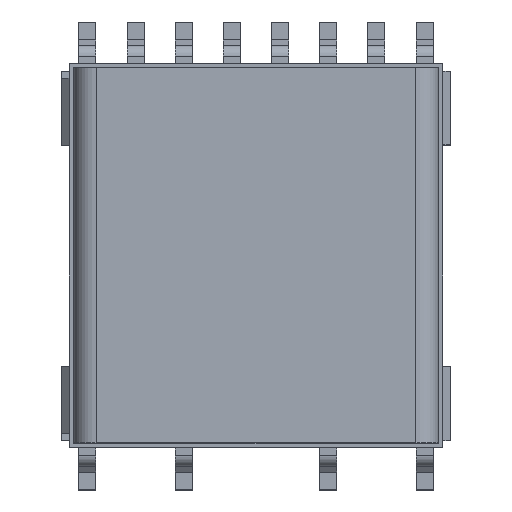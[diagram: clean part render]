
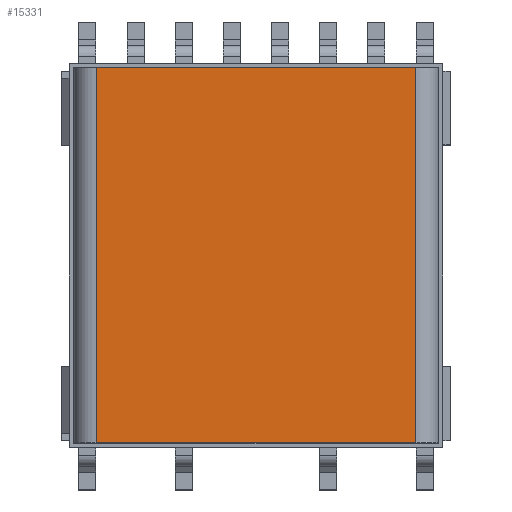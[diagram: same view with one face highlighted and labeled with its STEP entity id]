
A CAD part, top view. The second image highlights one B-rep face of the part: STEP entity #15331.
In plain terms, the highlighted face is planar.
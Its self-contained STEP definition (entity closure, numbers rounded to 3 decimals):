
#4119=ORIENTED_EDGE('',*,*,#5679,.T.);
#4120=ORIENTED_EDGE('',*,*,#5660,.T.);
#4121=ORIENTED_EDGE('',*,*,#5680,.T.);
#4122=ORIENTED_EDGE('',*,*,#5681,.T.);
#5660=EDGE_CURVE('',#6571,#6570,#7493,.T.);
#5679=EDGE_CURVE('',#6583,#6571,#7511,.T.);
#5680=EDGE_CURVE('',#6570,#6584,#7512,.T.);
#5681=EDGE_CURVE('',#6584,#6583,#7513,.T.);
#6570=VERTEX_POINT('',#24531);
#6571=VERTEX_POINT('',#24533);
#6583=VERTEX_POINT('',#24572);
#6584=VERTEX_POINT('',#24574);
#7493=LINE('',#24532,#8423);
#7511=LINE('',#24571,#8441);
#7512=LINE('',#24573,#8442);
#7513=LINE('',#24575,#8443);
#8423=VECTOR('',#19508,1000.);
#8441=VECTOR('',#19544,1000.);
#8442=VECTOR('',#19545,1000.);
#8443=VECTOR('',#19546,1000.);
#9120=EDGE_LOOP('',(#4119,#4120,#4121,#4122));
#9799=FACE_BOUND('',#9120,.T.);
#10049=PLANE('',#16431);
#15331=ADVANCED_FACE('',(#9799),#10049,.F.);
#16431=AXIS2_PLACEMENT_3D('',#24570,#19542,#19543);
#19508=DIRECTION('',(0.,0.,-1.));
#19542=DIRECTION('',(0.,-1.,0.));
#19543=DIRECTION('',(0.,0.,-1.));
#19544=DIRECTION('',(1.,0.,0.));
#19545=DIRECTION('',(-1.,0.,0.));
#19546=DIRECTION('',(0.,0.,1.));
#24531=CARTESIAN_POINT('',(6.575,12.27,-5.61));
#24532=CARTESIAN_POINT('',(6.575,12.27,-6.4));
#24533=CARTESIAN_POINT('',(6.575,12.27,5.61));
#24570=CARTESIAN_POINT('',(-0.005,12.27,6.4));
#24571=CARTESIAN_POINT('',(-0.005,12.27,5.61));
#24572=CARTESIAN_POINT('',(-6.585,12.27,5.61));
#24573=CARTESIAN_POINT('',(-0.005,12.27,-5.61));
#24574=CARTESIAN_POINT('',(-6.585,12.27,-5.61));
#24575=CARTESIAN_POINT('',(-6.585,12.27,6.4));
